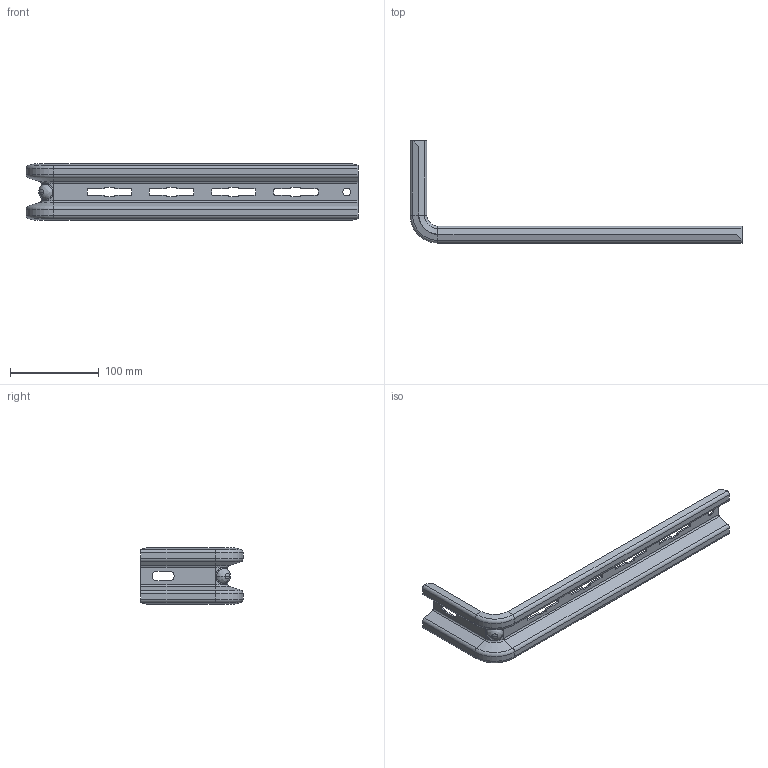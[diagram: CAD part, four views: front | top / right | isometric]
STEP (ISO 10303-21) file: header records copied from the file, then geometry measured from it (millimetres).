
FILE_DESCRIPTION((''),'2;1');
FILE_NAME('720130_PRT','2018-11-16T12:18:18',('tomasz.grudniewski'),(''),'CREO PARAMETRIC BY PTC INC, 2018260','CREO PARAMETRIC BY PTC INC, 2018260','');
FILE_SCHEMA(('CONFIG_CONTROL_DESIGN'));
Length unit declared in the file: millimetre
Products named in the file (1): 720130_PRT
Bounding box: 374 x 115 x 63.43 mm (x, y, z)
Volume: 84872.2 mm3; surface area: 88313 mm2
Topology: 1 solids, 1 shells, 569 faces, 1552 edges, 996 vertices
Faces by surface type: plane 451, cylinder 84, torus 12, cone 10, bspline 8, sphere 4
Entity records: 19929 total; most frequent: CARTESIAN_POINT 5424, ORIENTED_EDGE 3096, DIRECTION 2856, EDGE_CURVE 1548, VECTOR 1330, LINE 1330, VERTEX_POINT 996, AXIS2_PLACEMENT_3D 763
